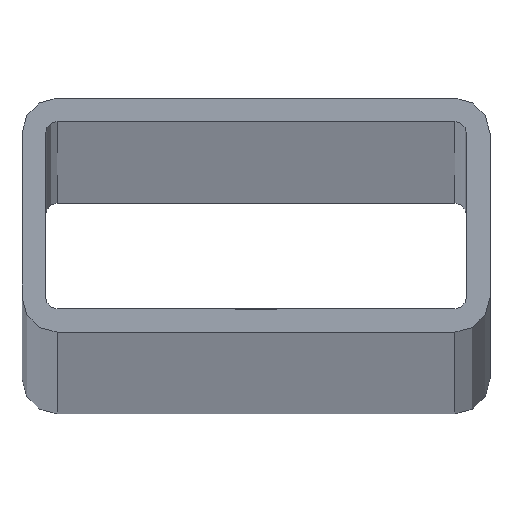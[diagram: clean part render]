
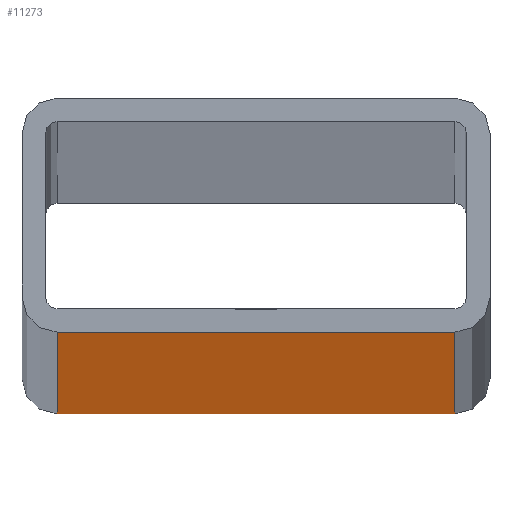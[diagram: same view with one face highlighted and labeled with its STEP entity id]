
A CAD part, top view. The second image highlights one B-rep face of the part: STEP entity #11273.
In plain terms, the highlighted planar face has unit normal (0, -1, 0).
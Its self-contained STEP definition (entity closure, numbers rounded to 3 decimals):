
#994 = AXIS2_PLACEMENT_3D ( 'NONE', #7521, #7476, #12822 ) ;
#1177 = CARTESIAN_POINT ( 'NONE',  ( -30., -15., 0. ) ) ;
#1335 = CARTESIAN_POINT ( 'NONE',  ( -30., -15., -6000. ) ) ;
#1844 = CARTESIAN_POINT ( 'NONE',  ( -25.5, -15., -6000. ) ) ;
#1972 = EDGE_CURVE ( 'NONE', #2114, #8291, #8399, .T. ) ;
#2009 = VECTOR ( 'NONE', #5257, 1000. ) ;
#2114 = VERTEX_POINT ( 'NONE', #5524 ) ;
#3489 = CARTESIAN_POINT ( 'NONE',  ( -25.5, -15., -6000. ) ) ;
#4131 = ORIENTED_EDGE ( 'NONE', *, *, #13376, .T. ) ;
#4454 = DIRECTION ( 'NONE',  ( 0., 0., -1. ) ) ;
#4480 = VECTOR ( 'NONE', #4978, 1000. ) ;
#4978 = DIRECTION ( 'NONE',  ( 0., 0., 1. ) ) ;
#5254 = ORIENTED_EDGE ( 'NONE', *, *, #1972, .F. ) ;
#5257 = DIRECTION ( 'NONE',  ( 1., 0., 0. ) ) ;
#5524 = CARTESIAN_POINT ( 'NONE',  ( -25.5, -15., 0. ) ) ;
#5559 = VECTOR ( 'NONE', #4454, 1000. ) ;
#7243 = VECTOR ( 'NONE', #8715, 1000. ) ;
#7270 = LINE ( 'NONE', #10356, #4480 ) ;
#7323 = EDGE_LOOP ( 'NONE', ( #5254, #4131, #7801, #13034 ) ) ;
#7476 = DIRECTION ( 'NONE',  ( 0., -1., 0. ) ) ;
#7521 = CARTESIAN_POINT ( 'NONE',  ( -30., -15., -6000. ) ) ;
#7645 = EDGE_CURVE ( 'NONE', #8879, #8291, #7270, .T. ) ;
#7773 = CARTESIAN_POINT ( 'NONE',  ( 25.5, -15., 0. ) ) ;
#7801 = ORIENTED_EDGE ( 'NONE', *, *, #10210, .T. ) ;
#8291 = VERTEX_POINT ( 'NONE', #7773 ) ;
#8399 = LINE ( 'NONE', #1177, #2009 ) ;
#8625 = VERTEX_POINT ( 'NONE', #1844 ) ;
#8715 = DIRECTION ( 'NONE',  ( 1., 0., 0. ) ) ;
#8879 = VERTEX_POINT ( 'NONE', #13175 ) ;
#9018 = FACE_OUTER_BOUND ( 'NONE', #7323, .T. ) ;
#10023 = LINE ( 'NONE', #1335, #7243 ) ;
#10210 = EDGE_CURVE ( 'NONE', #8625, #8879, #10023, .T. ) ;
#10356 = CARTESIAN_POINT ( 'NONE',  ( 25.5, -15., -6000. ) ) ;
#10722 = PLANE ( 'NONE',  #994 ) ;
#11273 = ADVANCED_FACE ( 'NONE', ( #9018 ), #10722, .T. ) ;
#11311 = LINE ( 'NONE', #3489, #5559 ) ;
#12822 = DIRECTION ( 'NONE',  ( 0., 0., -1. ) ) ;
#13034 = ORIENTED_EDGE ( 'NONE', *, *, #7645, .T. ) ;
#13175 = CARTESIAN_POINT ( 'NONE',  ( 25.5, -15., -6000. ) ) ;
#13376 = EDGE_CURVE ( 'NONE', #2114, #8625, #11311, .T. ) ;
